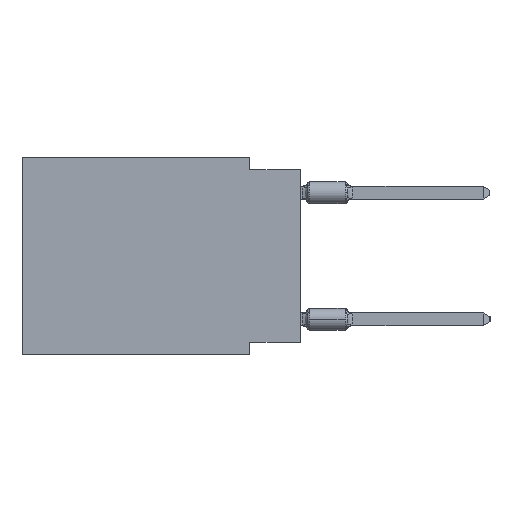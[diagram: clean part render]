
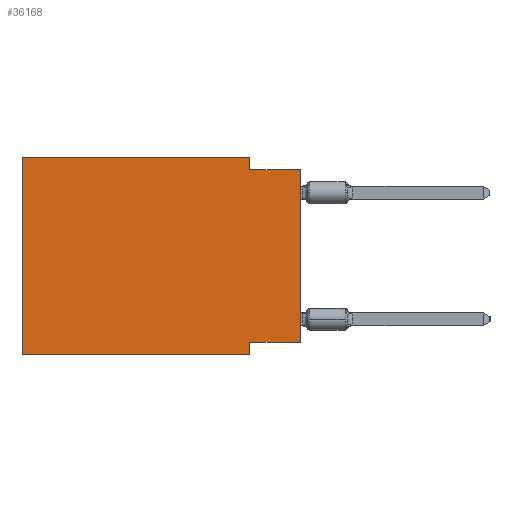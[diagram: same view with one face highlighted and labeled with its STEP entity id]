
A CAD part, left-side view. The second image highlights one B-rep face of the part: STEP entity #36168.
In plain terms, the highlighted planar face has unit normal (-1, 0, 0).
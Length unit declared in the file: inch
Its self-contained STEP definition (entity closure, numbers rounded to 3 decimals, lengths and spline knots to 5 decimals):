
#2137 = CARTESIAN_POINT ( 'NONE',  ( 0., 0., -0.025 ) ) ;
#2857 = EDGE_CURVE ( 'NONE', #15360, #49382, #17722, .T. ) ;
#2919 = LINE ( 'NONE', #12444, #4290 ) ;
#3257 = VECTOR ( 'NONE', #12145, 39.37008 ) ;
#3403 = VERTEX_POINT ( 'NONE', #23871 ) ;
#4287 = CARTESIAN_POINT ( 'NONE',  ( 0., 0.1, -0.025 ) ) ;
#4290 = VECTOR ( 'NONE', #32431, 39.37008 ) ;
#4408 = VECTOR ( 'NONE', #41139, 39.37008 ) ;
#6301 = LINE ( 'NONE', #56165, #38050 ) ;
#7839 = CARTESIAN_POINT ( 'NONE',  ( 0., 0.55, -0.39 ) ) ;
#8215 = CARTESIAN_POINT ( 'NONE',  ( 0., 0., -0.025 ) ) ;
#11071 = DIRECTION ( 'NONE',  ( 0., 0., -1. ) ) ;
#11448 = EDGE_LOOP ( 'NONE', ( #58107, #15944, #39453, #58639, #14092, #11850, #50925, #21413 ) ) ;
#11850 = ORIENTED_EDGE ( 'NONE', *, *, #19337, .T. ) ;
#12145 = DIRECTION ( 'NONE',  ( 0., -1., 0. ) ) ;
#12359 = FACE_OUTER_BOUND ( 'NONE', #11448, .T. ) ;
#12444 = CARTESIAN_POINT ( 'NONE',  ( 0., 0., -0.365 ) ) ;
#12775 = LINE ( 'NONE', #57077, #3257 ) ;
#13243 = CARTESIAN_POINT ( 'NONE',  ( 0., 0.1, -0.365 ) ) ;
#14092 = ORIENTED_EDGE ( 'NONE', *, *, #32459, .F. ) ;
#15244 = LINE ( 'NONE', #55272, #32394 ) ;
#15360 = VERTEX_POINT ( 'NONE', #4287 ) ;
#15944 = ORIENTED_EDGE ( 'NONE', *, *, #2857, .F. ) ;
#15968 = CARTESIAN_POINT ( 'NONE',  ( 0., 0.55, 0. ) ) ;
#17722 = LINE ( 'NONE', #8215, #52860 ) ;
#18035 = EDGE_CURVE ( 'NONE', #37932, #52783, #2919, .T. ) ;
#18838 = EDGE_CURVE ( 'NONE', #37932, #49382, #22117, .T. ) ;
#19337 = EDGE_CURVE ( 'NONE', #24224, #3403, #12775, .T. ) ;
#21413 = ORIENTED_EDGE ( 'NONE', *, *, #18035, .F. ) ;
#22117 = LINE ( 'NONE', #36549, #59767 ) ;
#23640 = EDGE_CURVE ( 'NONE', #43173, #54115, #6301, .T. ) ;
#23871 = CARTESIAN_POINT ( 'NONE',  ( 0., 0.1, -0.39 ) ) ;
#24102 = AXIS2_PLACEMENT_3D ( 'NONE', #15968, #35966, #11071 ) ;
#24224 = VERTEX_POINT ( 'NONE', #7839 ) ;
#26007 = CARTESIAN_POINT ( 'NONE',  ( 0., 0.55, 0. ) ) ;
#26302 = DIRECTION ( 'NONE',  ( 0., -1., 0. ) ) ;
#32174 = DIRECTION ( 'NONE',  ( 0., -1., 0. ) ) ;
#32394 = VECTOR ( 'NONE', #35245, 39.37008 ) ;
#32431 = DIRECTION ( 'NONE',  ( 0., 1., 0. ) ) ;
#32459 = EDGE_CURVE ( 'NONE', #24224, #43173, #15244, .T. ) ;
#35245 = DIRECTION ( 'NONE',  ( 0., 0., 1. ) ) ;
#35966 = DIRECTION ( 'NONE',  ( 1., 0., 0. ) ) ;
#36168 = ADVANCED_FACE ( 'NONE', ( #12359 ), #60924, .F. ) ;
#36549 = CARTESIAN_POINT ( 'NONE',  ( 0., 0., 0. ) ) ;
#37606 = CARTESIAN_POINT ( 'NONE',  ( 0., 0.1, -0.39 ) ) ;
#37932 = VERTEX_POINT ( 'NONE', #40785 ) ;
#38050 = VECTOR ( 'NONE', #26302, 39.37008 ) ;
#39453 = ORIENTED_EDGE ( 'NONE', *, *, #40354, .F. ) ;
#40151 = CARTESIAN_POINT ( 'NONE',  ( 0., 0.1, 0. ) ) ;
#40354 = EDGE_CURVE ( 'NONE', #54115, #15360, #40804, .T. ) ;
#40785 = CARTESIAN_POINT ( 'NONE',  ( 0., 0., -0.365 ) ) ;
#40804 = LINE ( 'NONE', #40151, #4408 ) ;
#41139 = DIRECTION ( 'NONE',  ( 0., 0., -1. ) ) ;
#42274 = EDGE_CURVE ( 'NONE', #52783, #3403, #56678, .T. ) ;
#43173 = VERTEX_POINT ( 'NONE', #26007 ) ;
#49382 = VERTEX_POINT ( 'NONE', #2137 ) ;
#50925 = ORIENTED_EDGE ( 'NONE', *, *, #42274, .F. ) ;
#52783 = VERTEX_POINT ( 'NONE', #13243 ) ;
#52860 = VECTOR ( 'NONE', #32174, 39.37008 ) ;
#53596 = CARTESIAN_POINT ( 'NONE',  ( 0., 0.1, 0. ) ) ;
#54115 = VERTEX_POINT ( 'NONE', #53596 ) ;
#55272 = CARTESIAN_POINT ( 'NONE',  ( 0., 0.55, 0. ) ) ;
#56165 = CARTESIAN_POINT ( 'NONE',  ( 0., 0.55, 0. ) ) ;
#56678 = LINE ( 'NONE', #37606, #63211 ) ;
#57077 = CARTESIAN_POINT ( 'NONE',  ( 0., 0.55, -0.39 ) ) ;
#57325 = DIRECTION ( 'NONE',  ( 0., 0., -1. ) ) ;
#58107 = ORIENTED_EDGE ( 'NONE', *, *, #18838, .T. ) ;
#58639 = ORIENTED_EDGE ( 'NONE', *, *, #23640, .F. ) ;
#59767 = VECTOR ( 'NONE', #62147, 39.37008 ) ;
#60924 = PLANE ( 'NONE',  #24102 ) ;
#62147 = DIRECTION ( 'NONE',  ( 0., 0., 1. ) ) ;
#63211 = VECTOR ( 'NONE', #57325, 39.37008 ) ;
